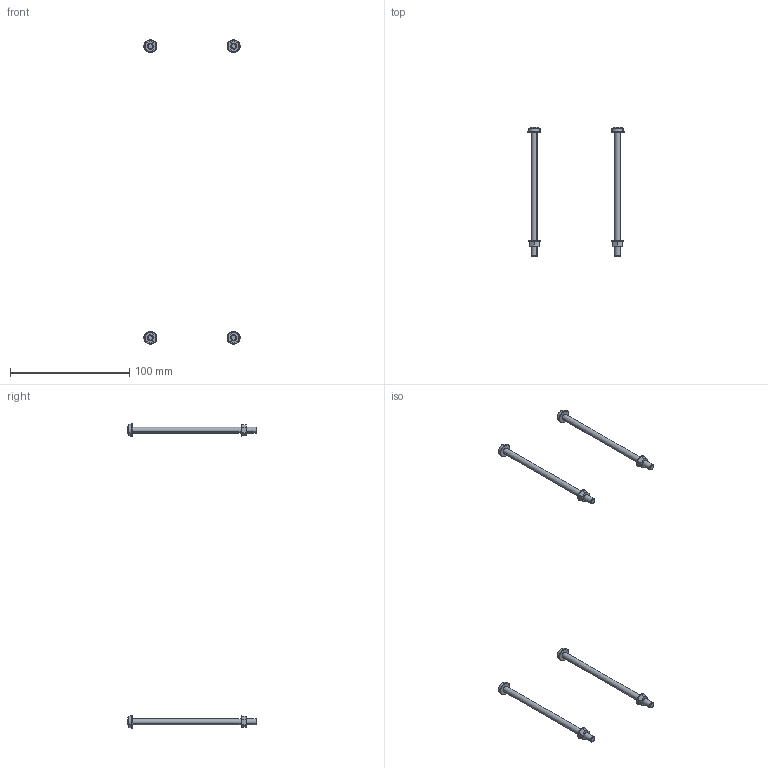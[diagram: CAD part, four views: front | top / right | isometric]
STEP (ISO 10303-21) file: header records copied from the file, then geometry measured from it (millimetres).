
FILE_DESCRIPTION((''),'2;1');
FILE_NAME('1SDH002065A1337_IGES','2019-06-28T',('ITSTCAR1'),(''),'CREO PARAMETRIC BY PTC INC, 2016050','CREO PARAMETRIC BY PTC INC, 2016050','');
FILE_SCHEMA(('AUTOMOTIVE_DESIGN { 1 0 10303 214 1 1 1 1 }'));
Length unit declared in the file: millimetre
Products named in the file (1): 1SDH002065A1337_IGES
Bounding box: 81 x 108.75 x 256 mm (x, y, z)
Volume: 10007.6 mm3; surface area: 8594.4 mm2
Topology: 4 solids, 4 shells, 156 faces, 380 edges, 244 vertices
Faces by surface type: plane 100, cylinder 32, cone 16, sphere 8
Entity records: 6297 total; most frequent: DIRECTION 840, CARTESIAN_POINT 774, ORIENTED_EDGE 744, EDGE_CURVE 372, AXIS2_PLACEMENT_3D 312, VERTEX_POINT 244, VECTOR 216, LINE 216
